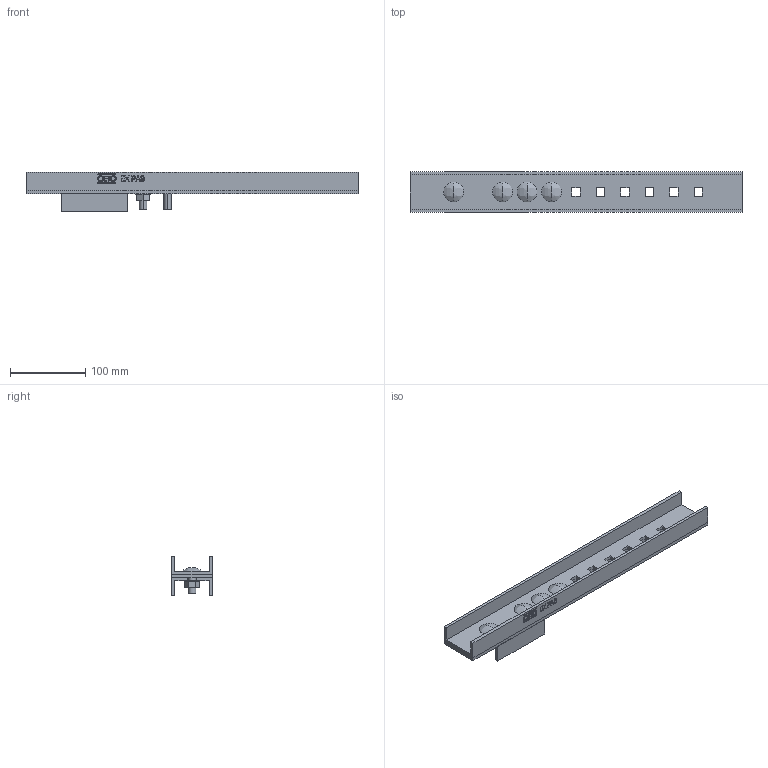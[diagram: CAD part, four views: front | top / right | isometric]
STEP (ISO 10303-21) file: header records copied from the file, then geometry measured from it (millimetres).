
FILE_DESCRIPTION (( 'STEP AP214' ), '1' );
FILE_NAME ('5015270.stp', '2016-10-18T09:39:24', ( '' ), ( '' ), 'SwSTEP 2.0', 'SolidWorks 2014', '' );
FILE_SCHEMA (( 'AUTOMOTIVE_DESIGN' ));
Length unit declared in the file: millimetre
Products named in the file (7): Federscheibe10-01.2.1.2.1; FRSM10X30spez; Sechskantmutter_DIN_934-M10.1; Wellpapenkarton; Ueberleger; Kontaktleiste; 5015270
Assembly tree (13 placements, depth 2):
  5015270
    Kontaktleiste
    Ueberleger
    Wellpapenkarton
    Sechskantmutter_DIN_934-M10.1  x3
    FRSM10X30spez  x4
    Federscheibe10-01.2.1.2.1  x3
Bounding box: 441 x 54 x 52.5 mm (x, y, z)
Volume: 314841.2 mm3; surface area: 169423.9 mm2
Topology: 13 solids, 13 shells, 967 faces, 2675 edges, 1770 vertices
Faces by surface type: plane 913, cylinder 30, cone 16, bspline 8
Entity records: 37676 total; most frequent: CARTESIAN_POINT 5203, ORIENTED_EDGE 4996, DIRECTION 4309, EDGE_CURVE 2498, VECTOR 2457, LINE 2457, VERTEX_POINT 1662, EDGE_LOOP 960
